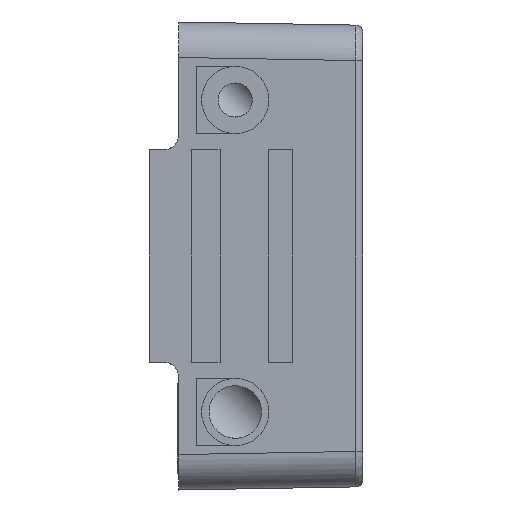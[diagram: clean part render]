
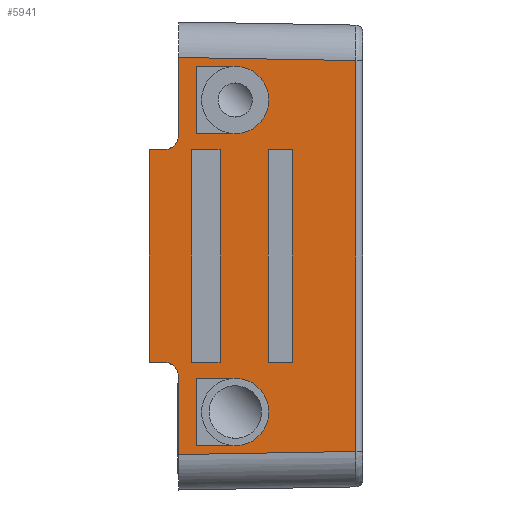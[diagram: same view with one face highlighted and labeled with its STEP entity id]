
A CAD part, left-side view. The second image highlights one B-rep face of the part: STEP entity #5941.
In plain terms, the highlighted planar face has unit normal (-1, 0, 0).
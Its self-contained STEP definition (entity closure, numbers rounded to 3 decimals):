
#483=DIRECTION('',(0.,1.,0.));
#484=VECTOR('',#483,2.15);
#485=CARTESIAN_POINT('',(-19.834,16.1,-15.));
#486=LINE('',#485,#484);
#511=CARTESIAN_POINT('',(-19.834,16.1,-17.));
#512=DIRECTION('',(1.,0.,0.));
#513=DIRECTION('',(0.,0.,1.));
#514=AXIS2_PLACEMENT_3D('',#511,#512,#513);
#528=DIRECTION('',(0.,1.,0.));
#529=VECTOR('',#528,3.4);
#530=CARTESIAN_POINT('',(-19.834,-1.95,-15.));
#531=LINE('',#530,#529);
#532=DIRECTION('',(0.,1.,0.));
#533=VECTOR('',#532,4.);
#534=CARTESIAN_POINT('',(-19.834,8.25,-15.));
#535=LINE('',#534,#533);
#612=DIRECTION('',(0.,0.,-1.));
#613=VECTOR('',#612,30.);
#614=CARTESIAN_POINT('',(-19.834,18.25,15.));
#615=LINE('',#614,#613);
#852=DIRECTION('',(0.,-1.,0.));
#853=VECTOR('',#852,3.4);
#854=CARTESIAN_POINT('',(-19.834,1.45,15.));
#855=LINE('',#854,#853);
#856=DIRECTION('',(0.,-1.,0.));
#857=VECTOR('',#856,4.);
#858=CARTESIAN_POINT('',(-19.834,12.25,15.));
#859=LINE('',#858,#857);
#884=CARTESIAN_POINT('',(-19.834,16.1,17.));
#885=DIRECTION('',(1.,0.,0.));
#886=DIRECTION('',(0.,-1.,0.));
#887=AXIS2_PLACEMENT_3D('',#884,#885,#886);
#893=DIRECTION('',(0.,1.,0.));
#894=VECTOR('',#893,2.15);
#895=CARTESIAN_POINT('',(-19.834,16.1,15.));
#896=LINE('',#895,#894);
#1193=DIRECTION('',(0.,-1.,-0.017));
#1194=VECTOR('',#1193,25.004);
#1195=CARTESIAN_POINT('',(-19.834,14.1,27.999));
#1196=LINE('',#1195,#1194);
#1197=DIRECTION('',(0.,0.,-1.));
#1198=VECTOR('',#1197,55.126);
#1199=CARTESIAN_POINT('',(-19.834,-10.9,27.563));
#1200=LINE('',#1199,#1198);
#1201=DIRECTION('',(0.,-1.,0.017));
#1202=VECTOR('',#1201,25.004);
#1203=CARTESIAN_POINT('',(-19.834,14.1,-27.999));
#1204=LINE('',#1203,#1202);
#1205=DIRECTION('',(0.,0.,-1.));
#1206=VECTOR('',#1205,30.);
#1207=CARTESIAN_POINT('',(-19.834,8.25,15.));
#1208=LINE('',#1207,#1206);
#1209=DIRECTION('',(0.,0.,-1.));
#1210=VECTOR('',#1209,30.);
#1211=CARTESIAN_POINT('',(-19.834,12.25,15.));
#1212=LINE('',#1211,#1210);
#1213=DIRECTION('',(0.,0.,-1.));
#1214=VECTOR('',#1213,30.);
#1215=CARTESIAN_POINT('',(-19.834,-1.95,15.));
#1216=LINE('',#1215,#1214);
#1217=DIRECTION('',(0.,0.,-1.));
#1218=VECTOR('',#1217,30.);
#1219=CARTESIAN_POINT('',(-19.834,1.45,15.));
#1220=LINE('',#1219,#1218);
#1221=CARTESIAN_POINT('',(-19.834,6.1,-22.));
#1222=DIRECTION('',(1.,0.,0.));
#1223=DIRECTION('',(0.,0.,1.));
#1224=AXIS2_PLACEMENT_3D('',#1221,#1222,#1223);
#1226=DIRECTION('',(0.,-1.,0.));
#1227=VECTOR('',#1226,5.5);
#1228=CARTESIAN_POINT('',(-19.834,11.6,-17.25));
#1229=LINE('',#1228,#1227);
#1230=DIRECTION('',(0.,0.,1.));
#1231=VECTOR('',#1230,9.5);
#1232=CARTESIAN_POINT('',(-19.834,11.6,-26.75));
#1233=LINE('',#1232,#1231);
#1234=DIRECTION('',(0.,1.,0.));
#1235=VECTOR('',#1234,5.5);
#1236=CARTESIAN_POINT('',(-19.834,6.1,-26.75));
#1237=LINE('',#1236,#1235);
#1238=CARTESIAN_POINT('',(-19.834,6.1,22.));
#1239=DIRECTION('',(1.,0.,0.));
#1240=DIRECTION('',(0.,0.,1.));
#1241=AXIS2_PLACEMENT_3D('',#1238,#1239,#1240);
#1243=DIRECTION('',(0.,-1.,0.));
#1244=VECTOR('',#1243,5.5);
#1245=CARTESIAN_POINT('',(-19.834,11.6,26.75));
#1246=LINE('',#1245,#1244);
#1247=DIRECTION('',(0.,0.,1.));
#1248=VECTOR('',#1247,9.5);
#1249=CARTESIAN_POINT('',(-19.834,11.6,17.25));
#1250=LINE('',#1249,#1248);
#1251=DIRECTION('',(0.,1.,0.));
#1252=VECTOR('',#1251,5.5);
#1253=CARTESIAN_POINT('',(-19.834,6.1,17.25));
#1254=LINE('',#1253,#1252);
#1259=DIRECTION('',(0.,0.,1.));
#1260=VECTOR('',#1259,10.999);
#1261=CARTESIAN_POINT('',(-19.834,14.1,-27.999));
#1262=LINE('',#1261,#1260);
#1271=CARTESIAN_POINT('',(-19.834,14.1,-27.999));
#1313=CARTESIAN_POINT('',(-19.834,14.1,27.999));
#1323=DIRECTION('',(0.,0.,1.));
#1324=VECTOR('',#1323,10.999);
#1325=CARTESIAN_POINT('',(-19.834,14.1,17.));
#1326=LINE('',#1325,#1324);
#1363=CARTESIAN_POINT('',(-19.834,-10.9,-27.563));
#1481=CARTESIAN_POINT('',(-19.834,-10.9,27.563));
#3047=CARTESIAN_POINT('',(-19.834,18.25,15.));
#3048=CARTESIAN_POINT('',(-19.834,18.25,-15.));
#3049=VERTEX_POINT('',#3047);
#3050=VERTEX_POINT('',#3048);
#3628=VERTEX_POINT('',#1271);
#3629=VERTEX_POINT('',#1313);
#3644=VERTEX_POINT('',#1481);
#3648=VERTEX_POINT('',#1363);
#3655=CARTESIAN_POINT('',(-19.834,14.1,-17.));
#3657=VERTEX_POINT('',#3655);
#3658=CARTESIAN_POINT('',(-19.834,14.1,17.));
#3660=VERTEX_POINT('',#3658);
#3662=CARTESIAN_POINT('',(-19.834,16.1,15.));
#3664=VERTEX_POINT('',#3662);
#3715=CARTESIAN_POINT('',(-19.834,16.1,-15.));
#3717=VERTEX_POINT('',#3715);
#3726=CARTESIAN_POINT('',(-19.834,1.45,-15.));
#3728=VERTEX_POINT('',#3726);
#3730=CARTESIAN_POINT('',(-19.834,1.45,15.));
#3732=VERTEX_POINT('',#3730);
#3754=CARTESIAN_POINT('',(-19.834,-1.95,-15.));
#3755=VERTEX_POINT('',#3754);
#3756=CARTESIAN_POINT('',(-19.834,-1.95,15.));
#3757=VERTEX_POINT('',#3756);
#3798=CARTESIAN_POINT('',(-19.834,8.25,-15.));
#3800=VERTEX_POINT('',#3798);
#3802=CARTESIAN_POINT('',(-19.834,8.25,15.));
#3804=VERTEX_POINT('',#3802);
#3810=CARTESIAN_POINT('',(-19.834,12.25,-15.));
#3811=VERTEX_POINT('',#3810);
#3812=CARTESIAN_POINT('',(-19.834,12.25,15.));
#3813=VERTEX_POINT('',#3812);
#3826=CARTESIAN_POINT('',(-19.834,6.1,-17.25));
#3827=CARTESIAN_POINT('',(-19.834,6.1,-26.75));
#3828=VERTEX_POINT('',#3826);
#3829=VERTEX_POINT('',#3827);
#3830=CARTESIAN_POINT('',(-19.834,11.6,-26.75));
#3831=VERTEX_POINT('',#3830);
#3832=CARTESIAN_POINT('',(-19.834,11.6,-17.25));
#3833=VERTEX_POINT('',#3832);
#3846=CARTESIAN_POINT('',(-19.834,6.1,26.75));
#3847=CARTESIAN_POINT('',(-19.834,6.1,17.25));
#3848=VERTEX_POINT('',#3846);
#3849=VERTEX_POINT('',#3847);
#3850=CARTESIAN_POINT('',(-19.834,11.6,17.25));
#3851=VERTEX_POINT('',#3850);
#3852=CARTESIAN_POINT('',(-19.834,11.6,26.75));
#3853=VERTEX_POINT('',#3852);
#5883=CARTESIAN_POINT('',(-19.834,-11.75,15.));
#5884=DIRECTION('',(-1.,0.,0.));
#5885=DIRECTION('',(0.,1.,0.));
#5886=AXIS2_PLACEMENT_3D('',#5883,#5884,#5885);
#5887=PLANE('',#5886);
#5888=ORIENTED_EDGE('',*,*,#5662,.F.);
#5889=ORIENTED_EDGE('',*,*,#5644,.F.);
#5891=ORIENTED_EDGE('',*,*,#5890,.T.);
#5893=ORIENTED_EDGE('',*,*,#5892,.T.);
#5895=ORIENTED_EDGE('',*,*,#5894,.T.);
#5897=ORIENTED_EDGE('',*,*,#5896,.F.);
#5899=ORIENTED_EDGE('',*,*,#5898,.T.);
#5900=ORIENTED_EDGE('',*,*,#4518,.F.);
#5901=ORIENTED_EDGE('',*,*,#4482,.T.);
#5902=ORIENTED_EDGE('',*,*,#4862,.F.);
#5903=EDGE_LOOP('',(#5888,#5889,#5891,#5893,#5895,#5897,#5899,#5900,#5901,
#5902));
#5904=FACE_OUTER_BOUND('',#5903,.F.);
#5906=ORIENTED_EDGE('',*,*,#5905,.F.);
#5907=ORIENTED_EDGE('',*,*,#5603,.F.);
#5909=ORIENTED_EDGE('',*,*,#5908,.T.);
#5910=ORIENTED_EDGE('',*,*,#4704,.F.);
#5911=EDGE_LOOP('',(#5906,#5907,#5909,#5910));
#5912=FACE_BOUND('',#5911,.F.);
#5914=ORIENTED_EDGE('',*,*,#5913,.F.);
#5915=ORIENTED_EDGE('',*,*,#5453,.F.);
#5917=ORIENTED_EDGE('',*,*,#5916,.T.);
#5918=ORIENTED_EDGE('',*,*,#4575,.F.);
#5919=EDGE_LOOP('',(#5914,#5915,#5917,#5918));
#5920=FACE_BOUND('',#5919,.F.);
#5922=ORIENTED_EDGE('',*,*,#5921,.F.);
#5924=ORIENTED_EDGE('',*,*,#5923,.F.);
#5926=ORIENTED_EDGE('',*,*,#5925,.F.);
#5928=ORIENTED_EDGE('',*,*,#5927,.F.);
#5929=EDGE_LOOP('',(#5922,#5924,#5926,#5928));
#5930=FACE_BOUND('',#5929,.F.);
#5932=ORIENTED_EDGE('',*,*,#5931,.F.);
#5934=ORIENTED_EDGE('',*,*,#5933,.F.);
#5936=ORIENTED_EDGE('',*,*,#5935,.F.);
#5938=ORIENTED_EDGE('',*,*,#5937,.F.);
#5939=EDGE_LOOP('',(#5932,#5934,#5936,#5938));
#5940=FACE_BOUND('',#5939,.F.);
#5941=ADVANCED_FACE('',(#5904,#5912,#5920,#5930,#5940),#5887,.T.);
#515=CIRCLE('',#514,2.);
#888=CIRCLE('',#887,2.);
#1225=CIRCLE('',#1224,4.75);
#1242=CIRCLE('',#1241,4.75);
#4482=EDGE_CURVE('',#3717,#3050,#486,.T.);
#4518=EDGE_CURVE('',#3717,#3657,#515,.T.);
#4575=EDGE_CURVE('',#3755,#3728,#531,.T.);
#4704=EDGE_CURVE('',#3800,#3811,#535,.T.);
#4862=EDGE_CURVE('',#3049,#3050,#615,.T.);
#5453=EDGE_CURVE('',#3732,#3757,#855,.T.);
#5603=EDGE_CURVE('',#3813,#3804,#859,.T.);
#5644=EDGE_CURVE('',#3660,#3664,#888,.T.);
#5662=EDGE_CURVE('',#3664,#3049,#896,.T.);
#5890=EDGE_CURVE('',#3660,#3629,#1326,.T.);
#5892=EDGE_CURVE('',#3629,#3644,#1196,.T.);
#5894=EDGE_CURVE('',#3644,#3648,#1200,.T.);
#5896=EDGE_CURVE('',#3628,#3648,#1204,.T.);
#5898=EDGE_CURVE('',#3628,#3657,#1262,.T.);
#5905=EDGE_CURVE('',#3804,#3800,#1208,.T.);
#5908=EDGE_CURVE('',#3813,#3811,#1212,.T.);
#5913=EDGE_CURVE('',#3757,#3755,#1216,.T.);
#5916=EDGE_CURVE('',#3732,#3728,#1220,.T.);
#5921=EDGE_CURVE('',#3828,#3829,#1225,.T.);
#5923=EDGE_CURVE('',#3833,#3828,#1229,.T.);
#5925=EDGE_CURVE('',#3831,#3833,#1233,.T.);
#5927=EDGE_CURVE('',#3829,#3831,#1237,.T.);
#5931=EDGE_CURVE('',#3848,#3849,#1242,.T.);
#5933=EDGE_CURVE('',#3853,#3848,#1246,.T.);
#5935=EDGE_CURVE('',#3851,#3853,#1250,.T.);
#5937=EDGE_CURVE('',#3849,#3851,#1254,.T.);
